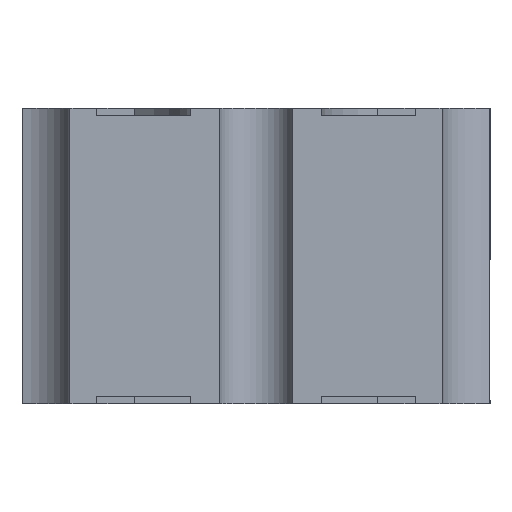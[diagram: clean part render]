
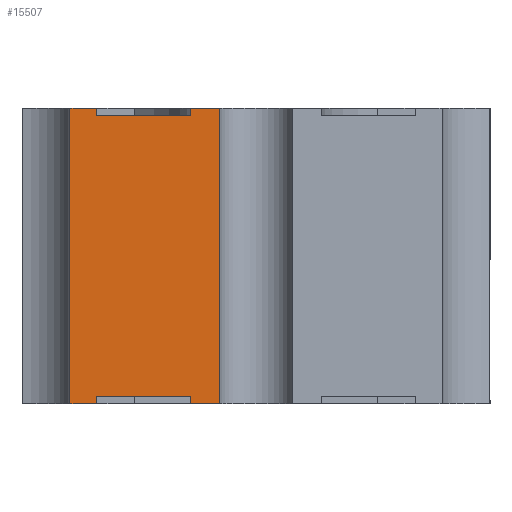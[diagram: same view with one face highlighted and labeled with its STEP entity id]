
A CAD part, left-side view. The second image highlights one B-rep face of the part: STEP entity #15507.
In plain terms, the highlighted planar face has unit normal (-1, 0, 0).
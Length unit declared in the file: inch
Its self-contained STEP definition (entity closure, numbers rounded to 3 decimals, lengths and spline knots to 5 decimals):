
#57 = CARTESIAN_POINT ( 'NONE',  ( -0.1, 0.00968, 0.077 ) ) ;
#344 = ORIENTED_EDGE ( 'NONE', *, *, #24972, .T. ) ;
#386 = CARTESIAN_POINT ( 'NONE',  ( -0.1, 0.0175, 0.075 ) ) ;
#491 = LINE ( 'NONE', #23700, #8299 ) ;
#790 = LINE ( 'NONE', #19713, #2978 ) ;
#852 = ORIENTED_EDGE ( 'NONE', *, *, #22143, .F. ) ;
#977 = DIRECTION ( 'NONE',  ( 0., 1., 0. ) ) ;
#1867 = CARTESIAN_POINT ( 'NONE',  ( -0.1, 0.00968, 0.075 ) ) ;
#1936 = CARTESIAN_POINT ( 'NONE',  ( -0.1, 0.0425, -0.002 ) ) ;
#2797 = DIRECTION ( 'NONE',  ( 0., 0., -1. ) ) ;
#2877 = VECTOR ( 'NONE', #9185, 39.37008 ) ;
#2978 = VECTOR ( 'NONE', #8279, 39.37008 ) ;
#3256 = LINE ( 'NONE', #19287, #15020 ) ;
#3912 = EDGE_CURVE ( 'NONE', #23347, #5350, #3256, .T. ) ;
#3976 = ORIENTED_EDGE ( 'NONE', *, *, #3912, .F. ) ;
#4602 = ORIENTED_EDGE ( 'NONE', *, *, #25713, .T. ) ;
#5001 = CARTESIAN_POINT ( 'NONE',  ( -0.1, 0.065, 0.077 ) ) ;
#5347 = CARTESIAN_POINT ( 'NONE',  ( -0.1, 0.0425, -0.002 ) ) ;
#5350 = VERTEX_POINT ( 'NONE', #13380 ) ;
#5587 = DIRECTION ( 'NONE',  ( -1., 0., 0. ) ) ;
#5732 = VERTEX_POINT ( 'NONE', #10549 ) ;
#6320 = VECTOR ( 'NONE', #21037, 39.37008 ) ;
#7109 = CARTESIAN_POINT ( 'NONE',  ( -0.1, 0.0425, 0.075 ) ) ;
#7162 = EDGE_CURVE ( 'NONE', #5732, #12045, #23715, .T. ) ;
#7298 = CARTESIAN_POINT ( 'NONE',  ( -0.1, 0.00968, 0. ) ) ;
#7548 = VERTEX_POINT ( 'NONE', #21193 ) ;
#7692 = DIRECTION ( 'NONE',  ( 0., 0., 1. ) ) ;
#7838 = VERTEX_POINT ( 'NONE', #386 ) ;
#8001 = CARTESIAN_POINT ( 'NONE',  ( -0.1, 0.0175, -0.002 ) ) ;
#8150 = VECTOR ( 'NONE', #9356, 39.37008 ) ;
#8279 = DIRECTION ( 'NONE',  ( 0., 1., 0. ) ) ;
#8299 = VECTOR ( 'NONE', #11941, 39.37008 ) ;
#8618 = VERTEX_POINT ( 'NONE', #25677 ) ;
#8981 = ORIENTED_EDGE ( 'NONE', *, *, #25171, .T. ) ;
#9059 = LINE ( 'NONE', #57, #29156 ) ;
#9160 = CARTESIAN_POINT ( 'NONE',  ( -0.1, 0.00968, -0.002 ) ) ;
#9185 = DIRECTION ( 'NONE',  ( 0., 0., -1. ) ) ;
#9356 = DIRECTION ( 'NONE',  ( 0., 1., 0. ) ) ;
#10232 = ORIENTED_EDGE ( 'NONE', *, *, #23272, .T. ) ;
#10549 = CARTESIAN_POINT ( 'NONE',  ( -0.1, 0.0425, 0.077 ) ) ;
#10873 = EDGE_LOOP ( 'NONE', ( #4602, #3976, #8981, #28599, #23793, #28675, #27484, #22494, #10232, #852, #25025, #344 ) ) ;
#11181 = DIRECTION ( 'NONE',  ( 0., -1., 0. ) ) ;
#11246 = DIRECTION ( 'NONE',  ( 0., 0., 1. ) ) ;
#11793 = CARTESIAN_POINT ( 'NONE',  ( -0.1, 0.065, 0.077 ) ) ;
#11941 = DIRECTION ( 'NONE',  ( 0., 0., -1. ) ) ;
#12045 = VERTEX_POINT ( 'NONE', #7109 ) ;
#13380 = CARTESIAN_POINT ( 'NONE',  ( -0.1, 0.0497, -0.002 ) ) ;
#13466 = LINE ( 'NONE', #1867, #26237 ) ;
#13861 = VERTEX_POINT ( 'NONE', #17734 ) ;
#13934 = VECTOR ( 'NONE', #2797, 39.37008 ) ;
#14372 = LINE ( 'NONE', #11793, #8150 ) ;
#14602 = LINE ( 'NONE', #7298, #15069 ) ;
#15020 = VECTOR ( 'NONE', #977, 39.37008 ) ;
#15069 = VECTOR ( 'NONE', #25922, 39.37008 ) ;
#15457 = VERTEX_POINT ( 'NONE', #9160 ) ;
#15507 = ADVANCED_FACE ( 'NONE', ( #29269 ), #28958, .T. ) ;
#15834 = AXIS2_PLACEMENT_3D ( 'NONE', #22230, #5587, #24068 ) ;
#16509 = CARTESIAN_POINT ( 'NONE',  ( -0.1, 0.0175, 0.077 ) ) ;
#17734 = CARTESIAN_POINT ( 'NONE',  ( -0.1, 0.0175, 0. ) ) ;
#18523 = VECTOR ( 'NONE', #11246, 39.37008 ) ;
#18555 = VERTEX_POINT ( 'NONE', #22459 ) ;
#19287 = CARTESIAN_POINT ( 'NONE',  ( -0.1, 0.065, -0.002 ) ) ;
#19529 = VERTEX_POINT ( 'NONE', #24449 ) ;
#19609 = CARTESIAN_POINT ( 'NONE',  ( -0.1, 0.0175, 0.077 ) ) ;
#19713 = CARTESIAN_POINT ( 'NONE',  ( -0.1, 0.065, -0.002 ) ) ;
#20888 = EDGE_CURVE ( 'NONE', #19529, #26590, #14372, .T. ) ;
#20984 = CARTESIAN_POINT ( 'NONE',  ( -0.1, 0.0425, 0.077 ) ) ;
#21037 = DIRECTION ( 'NONE',  ( 0., 1., 0. ) ) ;
#21193 = CARTESIAN_POINT ( 'NONE',  ( -0.1, 0.0497, 0.077 ) ) ;
#21750 = EDGE_CURVE ( 'NONE', #19529, #15457, #9059, .T. ) ;
#22143 = EDGE_CURVE ( 'NONE', #12045, #7838, #13466, .T. ) ;
#22230 = CARTESIAN_POINT ( 'NONE',  ( -0.1, 0.065, 0.077 ) ) ;
#22459 = CARTESIAN_POINT ( 'NONE',  ( -0.1, 0.0425, 0. ) ) ;
#22494 = ORIENTED_EDGE ( 'NONE', *, *, #20888, .T. ) ;
#23272 = EDGE_CURVE ( 'NONE', #26590, #7838, #30114, .T. ) ;
#23347 = VERTEX_POINT ( 'NONE', #5347 ) ;
#23700 = CARTESIAN_POINT ( 'NONE',  ( -0.1, 0.0497, 0.077 ) ) ;
#23715 = LINE ( 'NONE', #20984, #13934 ) ;
#23765 = LINE ( 'NONE', #5001, #6320 ) ;
#23793 = ORIENTED_EDGE ( 'NONE', *, *, #25533, .F. ) ;
#24068 = DIRECTION ( 'NONE',  ( 0., 0., 1. ) ) ;
#24449 = CARTESIAN_POINT ( 'NONE',  ( -0.1, 0.00968, 0.077 ) ) ;
#24943 = EDGE_CURVE ( 'NONE', #18555, #13861, #14602, .T. ) ;
#24972 = EDGE_CURVE ( 'NONE', #5732, #7548, #23765, .T. ) ;
#25025 = ORIENTED_EDGE ( 'NONE', *, *, #7162, .F. ) ;
#25171 = EDGE_CURVE ( 'NONE', #23347, #18555, #30026, .T. ) ;
#25533 = EDGE_CURVE ( 'NONE', #8618, #13861, #28608, .T. ) ;
#25677 = CARTESIAN_POINT ( 'NONE',  ( -0.1, 0.0175, -0.002 ) ) ;
#25701 = DIRECTION ( 'NONE',  ( 0., 0., -1. ) ) ;
#25713 = EDGE_CURVE ( 'NONE', #7548, #5350, #491, .T. ) ;
#25922 = DIRECTION ( 'NONE',  ( 0., -1., 0. ) ) ;
#26237 = VECTOR ( 'NONE', #11181, 39.37008 ) ;
#26590 = VERTEX_POINT ( 'NONE', #19609 ) ;
#26986 = EDGE_CURVE ( 'NONE', #15457, #8618, #790, .T. ) ;
#27316 = VECTOR ( 'NONE', #7692, 39.37008 ) ;
#27484 = ORIENTED_EDGE ( 'NONE', *, *, #21750, .F. ) ;
#28599 = ORIENTED_EDGE ( 'NONE', *, *, #24943, .T. ) ;
#28608 = LINE ( 'NONE', #8001, #27316 ) ;
#28675 = ORIENTED_EDGE ( 'NONE', *, *, #26986, .F. ) ;
#28958 = PLANE ( 'NONE',  #15834 ) ;
#29156 = VECTOR ( 'NONE', #25701, 39.37008 ) ;
#29269 = FACE_OUTER_BOUND ( 'NONE', #10873, .T. ) ;
#30026 = LINE ( 'NONE', #1936, #18523 ) ;
#30114 = LINE ( 'NONE', #16509, #2877 ) ;
